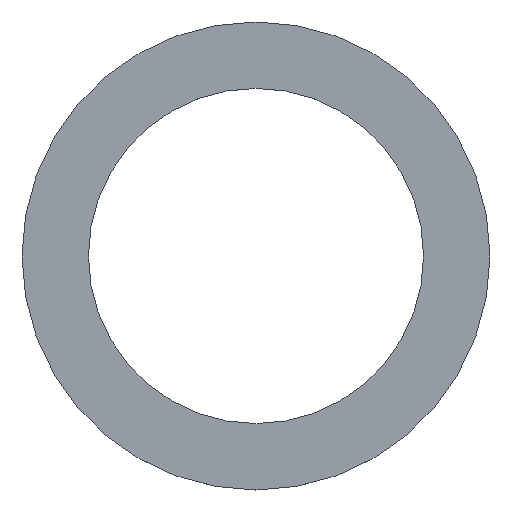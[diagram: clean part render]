
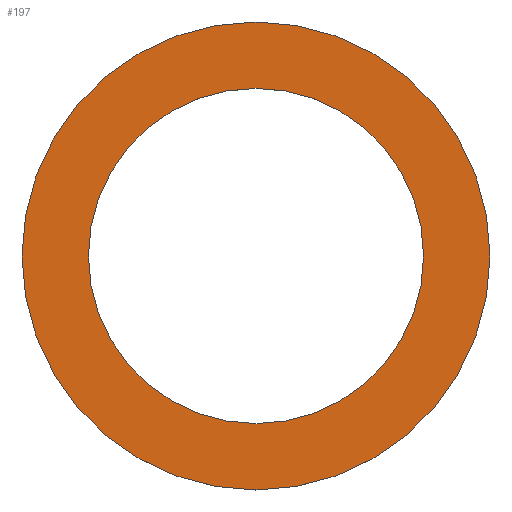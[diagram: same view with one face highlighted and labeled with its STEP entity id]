
A CAD part, top view. The second image highlights one B-rep face of the part: STEP entity #197.
In plain terms, the highlighted planar face has unit normal (0, 0, 1).
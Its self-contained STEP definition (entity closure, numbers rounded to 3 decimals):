
#1 = VERTEX_POINT ( 'NONE', #127 ) ;
#6 = AXIS2_PLACEMENT_3D ( 'NONE', #152, #61, #43 ) ;
#9 = DIRECTION ( 'NONE',  ( 1., 0., 0. ) ) ;
#12 = VERTEX_POINT ( 'NONE', #129 ) ;
#14 = DIRECTION ( 'NONE',  ( 0., 0., 1. ) ) ;
#18 = DIRECTION ( 'NONE',  ( 0., 0., 1. ) ) ;
#21 = EDGE_LOOP ( 'NONE', ( #174, #161 ) ) ;
#34 = CIRCLE ( 'NONE', #116, 22.657 ) ;
#37 = CARTESIAN_POINT ( 'NONE',  ( 0., 0., 1. ) ) ;
#38 = EDGE_CURVE ( 'NONE', #12, #1, #136, .T. ) ;
#42 = DIRECTION ( 'NONE',  ( 0., 0., 1. ) ) ;
#43 = DIRECTION ( 'NONE',  ( 1., 0., 0. ) ) ;
#61 = DIRECTION ( 'NONE',  ( 0., 0., 1. ) ) ;
#71 = DIRECTION ( 'NONE',  ( 1., 0., 0. ) ) ;
#72 = ORIENTED_EDGE ( 'NONE', *, *, #199, .T. ) ;
#73 = CARTESIAN_POINT ( 'NONE',  ( 0., 0., 1. ) ) ;
#77 = CARTESIAN_POINT ( 'NONE',  ( 0., 0., 1. ) ) ;
#81 = AXIS2_PLACEMENT_3D ( 'NONE', #169, #42, #215 ) ;
#95 = DIRECTION ( 'NONE',  ( 0., 0., 1. ) ) ;
#99 = FACE_BOUND ( 'NONE', #21, .T. ) ;
#101 = CIRCLE ( 'NONE', #81, 31.636 ) ;
#105 = CARTESIAN_POINT ( 'NONE',  ( -31.636, 0., 1. ) ) ;
#116 = AXIS2_PLACEMENT_3D ( 'NONE', #77, #95, #71 ) ;
#127 = CARTESIAN_POINT ( 'NONE',  ( -22.657, 0., 1. ) ) ;
#129 = CARTESIAN_POINT ( 'NONE',  ( 22.657, 0., 1. ) ) ;
#130 = DIRECTION ( 'NONE',  ( 1., 0., 0. ) ) ;
#136 = CIRCLE ( 'NONE', #173, 22.657 ) ;
#139 = VERTEX_POINT ( 'NONE', #105 ) ;
#152 = CARTESIAN_POINT ( 'NONE',  ( 0., 0., 1. ) ) ;
#161 = ORIENTED_EDGE ( 'NONE', *, *, #38, .F. ) ;
#162 = EDGE_CURVE ( 'NONE', #1, #12, #34, .T. ) ;
#163 = ORIENTED_EDGE ( 'NONE', *, *, #232, .T. ) ;
#165 = AXIS2_PLACEMENT_3D ( 'NONE', #73, #18, #130 ) ;
#169 = CARTESIAN_POINT ( 'NONE',  ( 0., 0., 1. ) ) ;
#171 = VERTEX_POINT ( 'NONE', #233 ) ;
#173 = AXIS2_PLACEMENT_3D ( 'NONE', #37, #14, #9 ) ;
#174 = ORIENTED_EDGE ( 'NONE', *, *, #162, .F. ) ;
#197 = ADVANCED_FACE ( 'NONE', ( #202, #99 ), #213, .T. ) ;
#199 = EDGE_CURVE ( 'NONE', #171, #139, #101, .T. ) ;
#202 = FACE_OUTER_BOUND ( 'NONE', #218, .T. ) ;
#213 = PLANE ( 'NONE',  #6 ) ;
#215 = DIRECTION ( 'NONE',  ( 1., 0., 0. ) ) ;
#218 = EDGE_LOOP ( 'NONE', ( #163, #72 ) ) ;
#230 = CIRCLE ( 'NONE', #165, 31.636 ) ;
#232 = EDGE_CURVE ( 'NONE', #139, #171, #230, .T. ) ;
#233 = CARTESIAN_POINT ( 'NONE',  ( 31.636, 0., 1. ) ) ;
